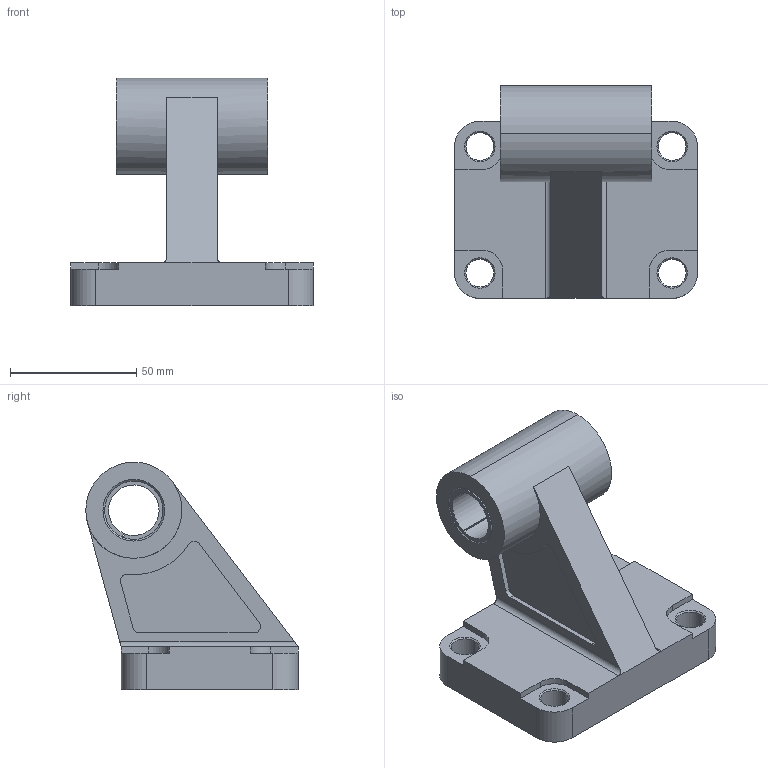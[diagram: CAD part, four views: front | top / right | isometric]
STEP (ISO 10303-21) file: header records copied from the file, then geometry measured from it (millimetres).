
FILE_DESCRIPTION (( 'STEP AP203' ), '1' );
FILE_NAME ('ARQ10A0000.step', '2022-03-10T11:57:30', ( '' ), ( '' ), 'SwSTEP 2.0', 'SolidWorks 2021', '' );
FILE_SCHEMA (( 'CONFIG_CONTROL_DESIGN' ));
Length unit declared in the file: millimetre
Products named in the file (3): ARQ10A0B00; ARQ10A0000; BC02820000
Assembly tree (3 placements, depth 2):
  ARQ10A0000
    ARQ10A0B00
    BC02820000  x2
Bounding box: 96 x 84 x 90 mm (x, y, z)
Volume: 196271.4 mm3; surface area: 44180.5 mm2
Topology: 3 solids, 3 shells, 246 faces, 632 edges, 412 vertices
Faces by surface type: plane 116, bspline 57, cylinder 49, cone 22, torus 2
Entity records: 10379 total; most frequent: CARTESIAN_POINT 4579, ORIENTED_EDGE 1216, DIRECTION 972, EDGE_CURVE 608, VERTEX_POINT 396, VECTOR 378, LINE 378, AXIS2_PLACEMENT_3D 297
